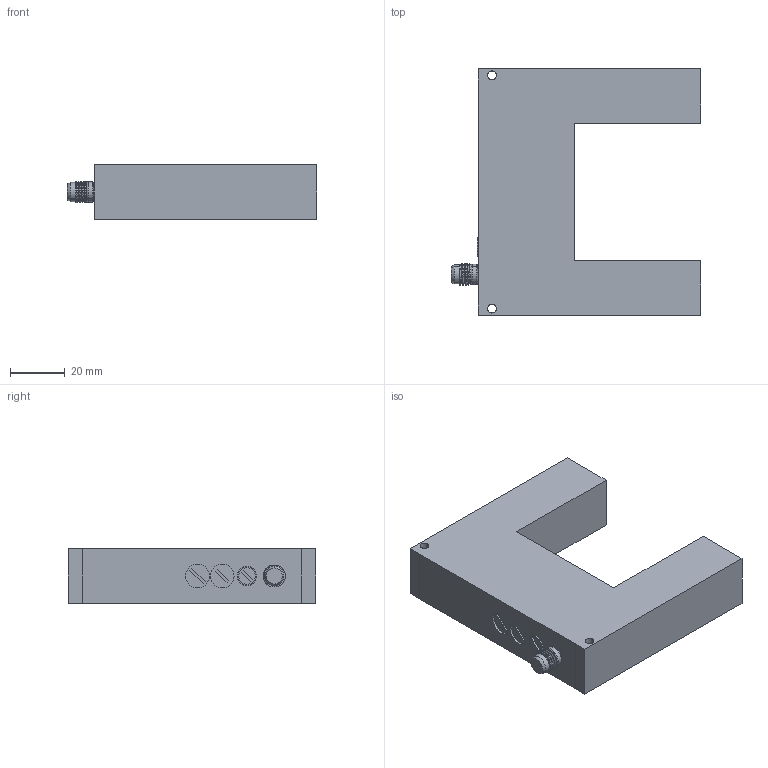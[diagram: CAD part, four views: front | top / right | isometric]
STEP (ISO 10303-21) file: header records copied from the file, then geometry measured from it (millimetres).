
FILE_DESCRIPTION(('STEP AP214'),'1');
FILE_NAME('tmp0.step','2020-09-01T10:16:53',(' '),(' '),'Spatial InterOp 3D',' ',' ');
FILE_SCHEMA(('automotive_design'));
Length unit declared in the file: millimetre
Products named in the file (1): 2
Bounding box: 90.72 x 90 x 20 mm (x, y, z)
Volume: 99782 mm3; surface area: 19450.1 mm2
Topology: 1 solids, 1 shells, 89 faces, 214 edges, 139 vertices
Faces by surface type: plane 41, cylinder 38, cone 4, torus 4, bspline 2
Entity records: 5284 total; most frequent: CARTESIAN_POINT 2479, ORIENTED_EDGE 428, DIRECTION 416, EDGE_CURVE 214, AXIS2_PLACEMENT_3D 150, VERTEX_POINT 139, LINE 116, VECTOR 116
